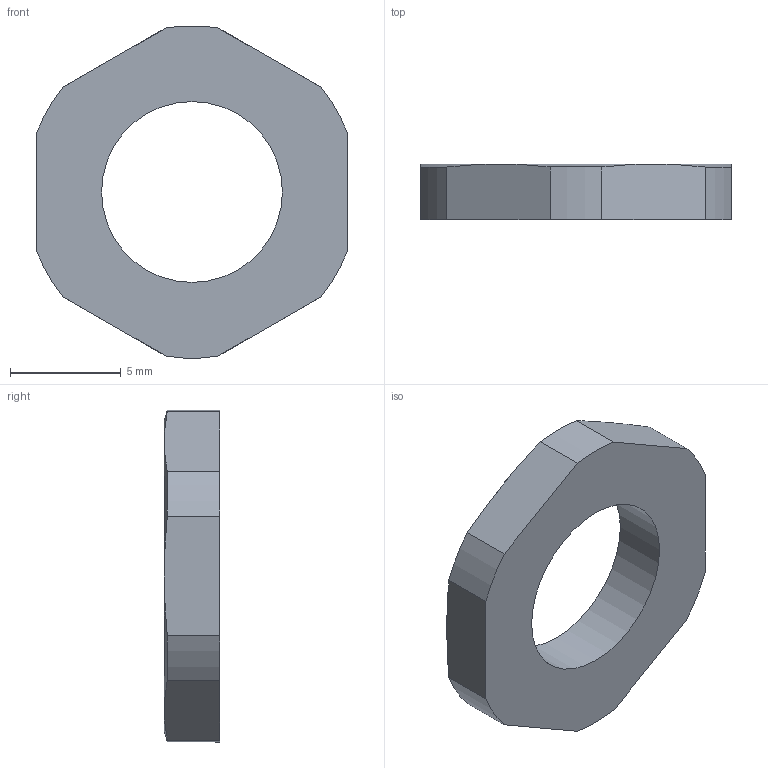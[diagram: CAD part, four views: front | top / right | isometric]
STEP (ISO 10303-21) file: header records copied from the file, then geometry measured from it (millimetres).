
FILE_DESCRIPTION( ( 'STEP AP203' ), '1' );
FILE_NAME( 'FLEXA GM-M 0531.000.010.stp', '2020-03-11T07:20:57', ( '' ), ( '' ), ' ', 'PARTsolutions', ' ' );
FILE_SCHEMA( ( 'CONFIG_CONTROL_DESIGN' ) );
Length unit declared in the file: millimetre
Products named in the file (1): _FLEXA GM-M 0531.000.010
Bounding box: 14 x 2.5 x 14.98 mm (x, y, z)
Volume: 283.3 mm3; surface area: 404.3 mm2
Topology: 1 solids, 1 shells, 21 faces, 51 edges, 32 vertices
Faces by surface type: plane 8, cylinder 7, cone 6
Full cylindrical faces by diameter (mm): 8.16 x1
Entity records: 672 total; most frequent: CARTESIAN_POINT 140, DIRECTION 102, ORIENTED_EDGE 100, EDGE_CURVE 50, AXIS2_PLACEMENT_3D 42, VERTEX_POINT 32, EDGE_LOOP 24, FACE_OUTER_BOUND 22
